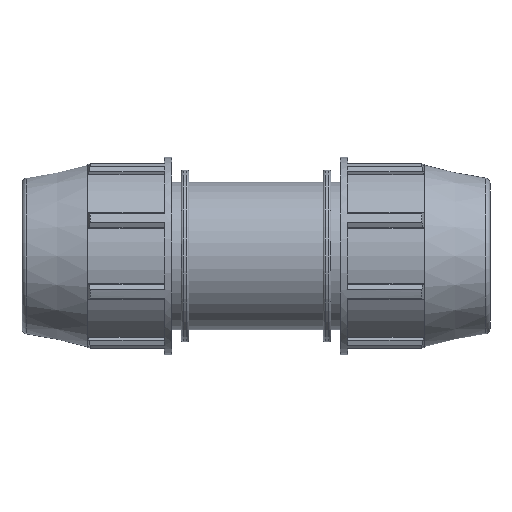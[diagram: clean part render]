
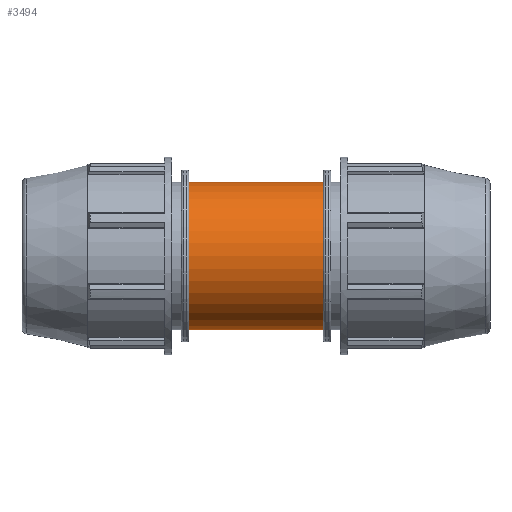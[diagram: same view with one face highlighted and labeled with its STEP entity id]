
A CAD part, front view. The second image highlights one B-rep face of the part: STEP entity #3494.
In plain terms, the highlighted cylindrical face has radius 42.375 mm (diameter 84.75 mm), a full revolution.
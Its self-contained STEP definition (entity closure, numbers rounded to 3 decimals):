
#797=B_SPLINE_CURVE_WITH_KNOTS('',3,(#5030,#5031,#5032,#5033,#5034,#5035,
#5036,#5037,#5038,#5039,#5040,#5041,#5042,#5043,#5044,#5045,#5046,#5047,
#5048,#5049,#5050,#5051,#5052,#5053,#5054,#5055,#5056,#5057,#5058,#5059,
#5060,#5061,#5062,#5063,#5064,#5065,#5066,#5067,#5068,#5069,#5070,#5071,
#5072,#5073,#5074,#5075,#5076,#5077,#5078,#5079,#5080,#5081,#5082,#5083,
#5084,#5085,#5086,#5087,#5088,#5089,#5090,#5091,#5092,#5093,#5094,#5095),
 .UNSPECIFIED.,.T.,.F.,(4,2,2,2,2,2,2,2,2,2,2,2,2,2,2,2,2,2,2,2,2,2,2,2,
2,2,2,2,2,2,2,2,4),(0.,0.466,0.931,1.397,
1.862,2.326,2.789,3.252,3.715,
4.179,4.642,5.105,5.569,6.034,
6.5,6.965,7.431,7.897,8.362,
8.828,9.293,9.757,10.22,10.683,
11.146,11.61,12.073,12.536,13.,
13.465,13.931,14.396,14.862),
 .UNSPECIFIED.);
#799=FACE_BOUND('',#1056,.T.);
#800=FACE_BOUND('',#1057,.T.);
#856=FACE_OUTER_BOUND('',#1055,.T.);
#1055=EDGE_LOOP('',(#2284));
#1056=EDGE_LOOP('',(#2285));
#1057=EDGE_LOOP('',(#2286));
#1311=CIRCLE('',#3696,42.375);
#1312=CIRCLE('',#3697,42.375);
#1458=VERTEX_POINT('',#5025);
#1459=VERTEX_POINT('',#5027);
#1460=VERTEX_POINT('',#5029);
#1799=EDGE_CURVE('',#1458,#1458,#1311,.T.);
#1800=EDGE_CURVE('',#1459,#1459,#1312,.T.);
#1801=EDGE_CURVE('',#1460,#1460,#797,.T.);
#2284=ORIENTED_EDGE('',*,*,#1799,.F.);
#2285=ORIENTED_EDGE('',*,*,#1800,.T.);
#2286=ORIENTED_EDGE('',*,*,#1801,.F.);
#3254=CYLINDRICAL_SURFACE('',#3695,42.375);
#3494=ADVANCED_FACE('',(#856,#799,#800),#3254,.T.);
#3695=AXIS2_PLACEMENT_3D('',#5024,#4043,#4044);
#3696=AXIS2_PLACEMENT_3D('',#5026,#4045,#4046);
#3697=AXIS2_PLACEMENT_3D('',#5028,#4047,#4048);
#4043=DIRECTION('center_axis',(1.,0.,0.));
#4044=DIRECTION('ref_axis',(0.,1.,0.));
#4045=DIRECTION('center_axis',(1.,0.,0.));
#4046=DIRECTION('ref_axis',(0.,0.,-1.));
#4047=DIRECTION('center_axis',(1.,0.,0.));
#4048=DIRECTION('ref_axis',(0.,0.,-1.));
#5024=CARTESIAN_POINT('Origin',(27.247,0.,0.));
#5025=CARTESIAN_POINT('',(38.413,42.375,0.));
#5026=CARTESIAN_POINT('Origin',(38.413,0.,0.));
#5027=CARTESIAN_POINT('',(-38.413,42.375,0.));
#5028=CARTESIAN_POINT('Origin',(-38.413,0.,0.));
#5029=CARTESIAN_POINT('',(0.,34.923,24.));
#5030=CARTESIAN_POINT('Ctrl Pts',(0.,34.923,
24.));
#5031=CARTESIAN_POINT('Ctrl Pts',(1.552,34.923,24.));
#5032=CARTESIAN_POINT('Ctrl Pts',(3.14,35.03,23.847));
#5033=CARTESIAN_POINT('Ctrl Pts',(6.271,35.448,23.221));
#5034=CARTESIAN_POINT('Ctrl Pts',(7.814,35.759,22.748));
#5035=CARTESIAN_POINT('Ctrl Pts',(10.755,36.514,21.515));
#5036=CARTESIAN_POINT('Ctrl Pts',(12.155,36.958,20.753));
#5037=CARTESIAN_POINT('Ctrl Pts',(14.739,37.887,19.005));
#5038=CARTESIAN_POINT('Ctrl Pts',(15.922,38.37,18.019));
#5039=CARTESIAN_POINT('Ctrl Pts',(18.014,39.284,15.927));
#5040=CARTESIAN_POINT('Ctrl Pts',(19.,39.75,14.746));
#5041=CARTESIAN_POINT('Ctrl Pts',(20.749,40.615,12.162));
#5042=CARTESIAN_POINT('Ctrl Pts',(21.513,41.014,10.758));
#5043=CARTESIAN_POINT('Ctrl Pts',(22.75,41.676,7.81));
#5044=CARTESIAN_POINT('Ctrl Pts',(23.223,41.939,6.263));
#5045=CARTESIAN_POINT('Ctrl Pts',(23.849,42.289,3.13));
#5046=CARTESIAN_POINT('Ctrl Pts',(24.,42.375,1.544));
#5047=CARTESIAN_POINT('Ctrl Pts',(24.,42.375,-1.544));
#5048=CARTESIAN_POINT('Ctrl Pts',(23.849,42.289,-3.13));
#5049=CARTESIAN_POINT('Ctrl Pts',(23.223,41.939,-6.263));
#5050=CARTESIAN_POINT('Ctrl Pts',(22.75,41.676,-7.81));
#5051=CARTESIAN_POINT('Ctrl Pts',(21.513,41.014,-10.758));
#5052=CARTESIAN_POINT('Ctrl Pts',(20.749,40.615,-12.162));
#5053=CARTESIAN_POINT('Ctrl Pts',(19.,39.75,-14.746));
#5054=CARTESIAN_POINT('Ctrl Pts',(18.014,39.284,-15.927));
#5055=CARTESIAN_POINT('Ctrl Pts',(15.922,38.37,-18.019));
#5056=CARTESIAN_POINT('Ctrl Pts',(14.739,37.887,-19.005));
#5057=CARTESIAN_POINT('Ctrl Pts',(12.155,36.958,-20.753));
#5058=CARTESIAN_POINT('Ctrl Pts',(10.755,36.514,-21.515));
#5059=CARTESIAN_POINT('Ctrl Pts',(7.814,35.759,-22.748));
#5060=CARTESIAN_POINT('Ctrl Pts',(6.271,35.448,-23.221));
#5061=CARTESIAN_POINT('Ctrl Pts',(3.14,35.03,-23.847));
#5062=CARTESIAN_POINT('Ctrl Pts',(1.552,34.923,-24.));
#5063=CARTESIAN_POINT('Ctrl Pts',(-1.552,34.923,-24.));
#5064=CARTESIAN_POINT('Ctrl Pts',(-3.14,35.03,-23.847));
#5065=CARTESIAN_POINT('Ctrl Pts',(-6.271,35.448,-23.221));
#5066=CARTESIAN_POINT('Ctrl Pts',(-7.814,35.759,-22.748));
#5067=CARTESIAN_POINT('Ctrl Pts',(-10.755,36.514,-21.515));
#5068=CARTESIAN_POINT('Ctrl Pts',(-12.155,36.958,-20.753));
#5069=CARTESIAN_POINT('Ctrl Pts',(-14.739,37.887,-19.005));
#5070=CARTESIAN_POINT('Ctrl Pts',(-15.922,38.37,-18.019));
#5071=CARTESIAN_POINT('Ctrl Pts',(-18.014,39.284,-15.927));
#5072=CARTESIAN_POINT('Ctrl Pts',(-19.,39.75,-14.746));
#5073=CARTESIAN_POINT('Ctrl Pts',(-20.749,40.615,-12.162));
#5074=CARTESIAN_POINT('Ctrl Pts',(-21.513,41.014,-10.758));
#5075=CARTESIAN_POINT('Ctrl Pts',(-22.75,41.676,-7.81));
#5076=CARTESIAN_POINT('Ctrl Pts',(-23.223,41.939,-6.263));
#5077=CARTESIAN_POINT('Ctrl Pts',(-23.849,42.289,-3.13));
#5078=CARTESIAN_POINT('Ctrl Pts',(-24.,42.375,-1.544));
#5079=CARTESIAN_POINT('Ctrl Pts',(-24.,42.375,1.544));
#5080=CARTESIAN_POINT('Ctrl Pts',(-23.849,42.289,3.13));
#5081=CARTESIAN_POINT('Ctrl Pts',(-23.223,41.939,6.263));
#5082=CARTESIAN_POINT('Ctrl Pts',(-22.75,41.676,7.81));
#5083=CARTESIAN_POINT('Ctrl Pts',(-21.513,41.014,10.758));
#5084=CARTESIAN_POINT('Ctrl Pts',(-20.749,40.615,12.162));
#5085=CARTESIAN_POINT('Ctrl Pts',(-19.,39.75,14.746));
#5086=CARTESIAN_POINT('Ctrl Pts',(-18.014,39.284,15.927));
#5087=CARTESIAN_POINT('Ctrl Pts',(-15.922,38.37,18.019));
#5088=CARTESIAN_POINT('Ctrl Pts',(-14.739,37.887,19.005));
#5089=CARTESIAN_POINT('Ctrl Pts',(-12.155,36.958,20.753));
#5090=CARTESIAN_POINT('Ctrl Pts',(-10.755,36.514,21.515));
#5091=CARTESIAN_POINT('Ctrl Pts',(-7.814,35.759,22.748));
#5092=CARTESIAN_POINT('Ctrl Pts',(-6.271,35.448,23.221));
#5093=CARTESIAN_POINT('Ctrl Pts',(-3.14,35.03,23.847));
#5094=CARTESIAN_POINT('Ctrl Pts',(-1.552,34.923,24.));
#5095=CARTESIAN_POINT('Ctrl Pts',(0.,34.923,
24.));
